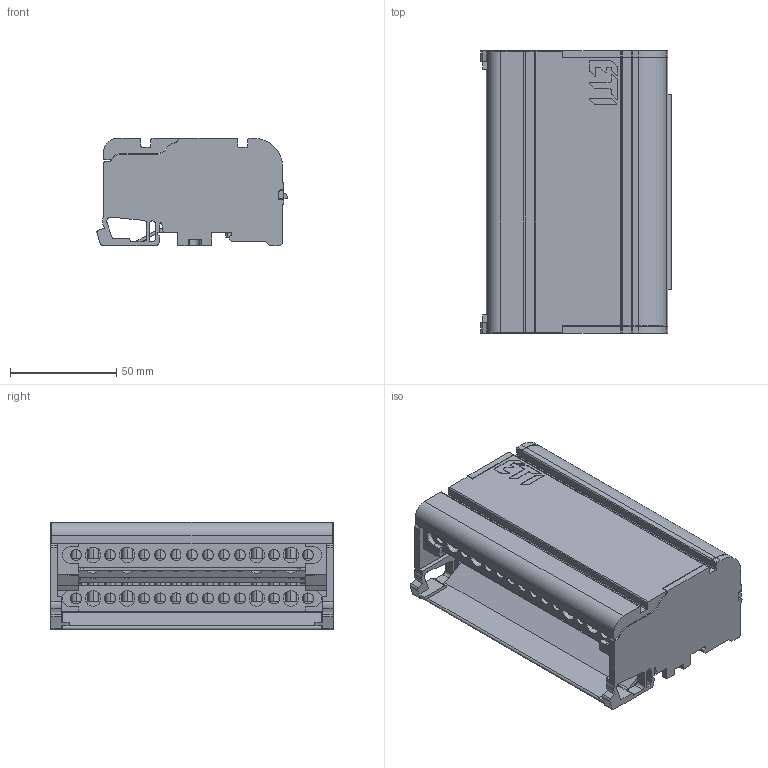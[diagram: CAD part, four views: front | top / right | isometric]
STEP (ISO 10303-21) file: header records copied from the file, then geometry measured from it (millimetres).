
FILE_DESCRIPTION((''),'2;1');
FILE_NAME('ASM0051_ASM','2021-03-12T',('marketing.praksa'),('Audax d.o.o.'),'CREO PARAMETRIC BY PTC INC, 2017480','CREO PARAMETRIC BY PTC INC, 2017480','');
FILE_SCHEMA(('AUTOMOTIVE_DESIGN { 1 0 10303 214 1 1 1 1 }'));
Length unit declared in the file: millimetre
Products named in the file (32): PRT0107_1_1_1_1_2_3_1_1_1_2_1; EDB_407_CERAMIC_MIRRORED_1_1__8; ETI_LOGO_1_1_1_1_1_1_1_2_3_4_13; ETI_LOGO_2_1_1_1_1_1_1_2_3_4_13; ETI_LOGO_3_1_1_1_1_1_1_2_3_4_13; PRT0115_1_1_1_1_2_3_1_1_1_2_1; PRT0118_1_1_1_1_2_3_1_1_1_2_1; XX7_PLASTIC_PIECE_1_1_1_1_2__14; PRT0098_1_1_1_1_1_1_1_1_1_2__14; PRT0116_1_1_1_1_2_3_1_1_1_2_1; PRT0117_1_1_1_1_2_3_1_1_1_2_1; PRT0119_1_1_2_3_4_5_1_1_2_3_4; PRT0122_1_1_2_3_4_5_1_1_2_3_4; PRT0120_1_1_2_3_4_1_1_2_3_4; PRT0121_1_1_2_3_4_1_1_2_3_4; PRT0122_1_1_2_3_4_1_1_2_3_4; PRT0119_1_1_2_3_4_5_1_1_2_3; PRT0122_1_1_2_3_4_5_1_1_2_3; PRT0120_1_1_2_3_4_1_1_2_3; PRT0121_1_1_2_3_4_1_1_2_3; PRT0122_1_1_2_3_4_1_1_2_3; PRT0119_1_1_2_3_4_5_1_1_2; PRT0122_1_1_2_3_4_5_1_1_2; PRT0120_1_1_2_3_4_1_1_2; PRT0121_1_1_2_3_4_1_1_2; PRT0122_1_1_2_3_4_1_1_2; PRT0119_1_1_2_3_4_5_1; PRT0122_1_1_2_3_4_5_1; PRT0120_1_1_2_3_4_1; PRT0121_1_1_2_3_4_1; PRT0122_1_1_2_3_4_1; ASM0051_ASM
Assembly tree (75 placements, depth 2):
  ASM0051_ASM
    PRT0107_1_1_1_1_2_3_1_1_1_2_1
    EDB_407_CERAMIC_MIRRORED_1_1__8
    ETI_LOGO_1_1_1_1_1_1_1_2_3_4_13
    ETI_LOGO_2_1_1_1_1_1_1_2_3_4_13
    ETI_LOGO_3_1_1_1_1_1_1_2_3_4_13
    PRT0115_1_1_1_1_2_3_1_1_1_2_1
    PRT0118_1_1_1_1_2_3_1_1_1_2_1
    XX7_PLASTIC_PIECE_1_1_1_1_2__14
    PRT0098_1_1_1_1_1_1_1_1_1_2__14
    PRT0116_1_1_1_1_2_3_1_1_1_2_1
    PRT0117_1_1_1_1_2_3_1_1_1_2_1
    PRT0119_1_1_2_3_4_5_1_1_2_3_4
    PRT0122_1_1_2_3_4_5_1_1_2_3_4  x8
    PRT0120_1_1_2_3_4_1_1_2_3_4
    PRT0121_1_1_2_3_4_1_1_2_3_4  x2
    PRT0122_1_1_2_3_4_1_1_2_3_4  x4
    PRT0119_1_1_2_3_4_5_1_1_2_3
    PRT0122_1_1_2_3_4_5_1_1_2_3  x8
    PRT0120_1_1_2_3_4_1_1_2_3
    PRT0121_1_1_2_3_4_1_1_2_3  x2
    PRT0122_1_1_2_3_4_1_1_2_3  x4
    PRT0119_1_1_2_3_4_5_1_1_2
    PRT0122_1_1_2_3_4_5_1_1_2  x8
    PRT0120_1_1_2_3_4_1_1_2
    PRT0121_1_1_2_3_4_1_1_2  x2
    PRT0122_1_1_2_3_4_1_1_2  x4
    PRT0119_1_1_2_3_4_5_1
    PRT0122_1_1_2_3_4_5_1  x8
    PRT0120_1_1_2_3_4_1
    PRT0121_1_1_2_3_4_1  x2
    PRT0122_1_1_2_3_4_1  x4
Bounding box: 89.43 x 132.7 x 50.3 mm (x, y, z)
Volume: 139786.6 mm3; surface area: 146116.9 mm2
Topology: 75 solids, 75 shells, 1990 faces, 5418 edges, 3635 vertices
Faces by surface type: plane 1360, cylinder 628, extrusion 2
Entity records: 62159 total; most frequent: CARTESIAN_POINT 9902, DIRECTION 6634, ORIENTED_EDGE 6612, PRESENTATION_STYLE_ASSIGNMENT 4493, STYLED_ITEM 4493, CURVE_STYLE 3308, EDGE_CURVE 3306, VECTOR 2244
